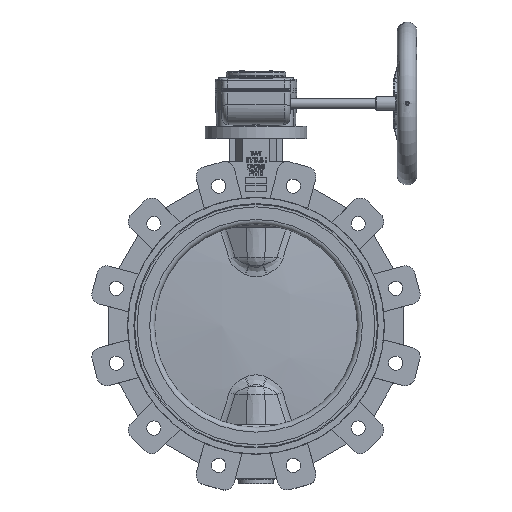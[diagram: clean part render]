
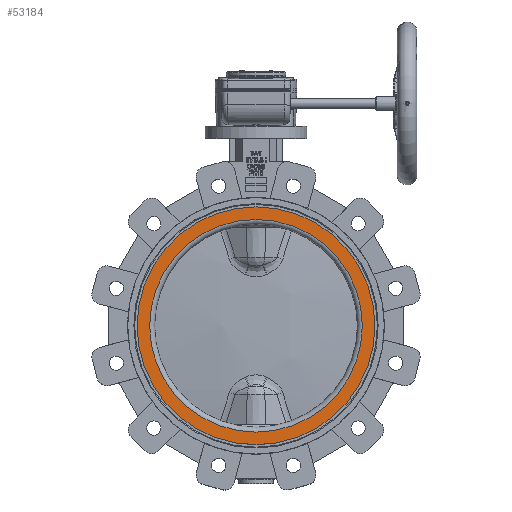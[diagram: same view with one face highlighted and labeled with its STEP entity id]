
A CAD part, top view. The second image highlights one B-rep face of the part: STEP entity #53184.
In plain terms, the highlighted planar face has unit normal (0, 0, 1).
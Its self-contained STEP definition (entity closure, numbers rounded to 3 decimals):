
#1947=PLANE('',#58468);
#2423=FACE_BOUND('',#9465,.T.);
#6259=FACE_OUTER_BOUND('',#9464,.T.);
#9464=EDGE_LOOP('',(#47844));
#9465=EDGE_LOOP('',(#47845));
#13772=CIRCLE('',#58378,130.55);
#13773=CIRCLE('',#58380,146.);
#25252=VERTEX_POINT('',#188839);
#25253=VERTEX_POINT('',#188843);
#32788=EDGE_CURVE('',#25252,#25252,#13772,.T.);
#32789=EDGE_CURVE('',#25253,#25253,#13773,.T.);
#47844=ORIENTED_EDGE('',*,*,#32789,.T.);
#47845=ORIENTED_EDGE('',*,*,#32788,.F.);
#53184=ADVANCED_FACE('',(#6259,#2423),#1947,.F.);
#58378=AXIS2_PLACEMENT_3D('',#188841,#70985,#70986);
#58380=AXIS2_PLACEMENT_3D('',#188844,#70989,#70990);
#58468=AXIS2_PLACEMENT_3D('',#190479,#71427,#71428);
#70985=DIRECTION('center_axis',(0.,0.,1.));
#70986=DIRECTION('ref_axis',(1.,0.,0.));
#70989=DIRECTION('center_axis',(0.,0.,1.));
#70990=DIRECTION('ref_axis',(1.,0.,0.));
#71427=DIRECTION('center_axis',(0.,0.,-1.));
#71428=DIRECTION('ref_axis',(-1.,0.,0.));
#188839=CARTESIAN_POINT('',(-130.55,0.,35.));
#188841=CARTESIAN_POINT('Origin',(0.,0.,35.));
#188843=CARTESIAN_POINT('',(-146.,0.,35.));
#188844=CARTESIAN_POINT('Origin',(0.,0.,35.));
#190479=CARTESIAN_POINT('Origin',(0.,130.55,35.));
